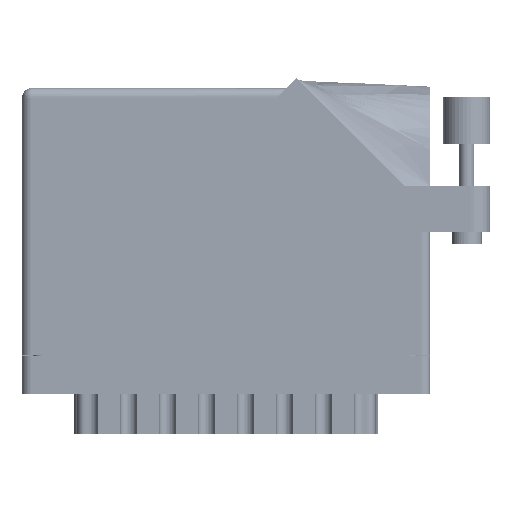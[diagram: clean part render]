
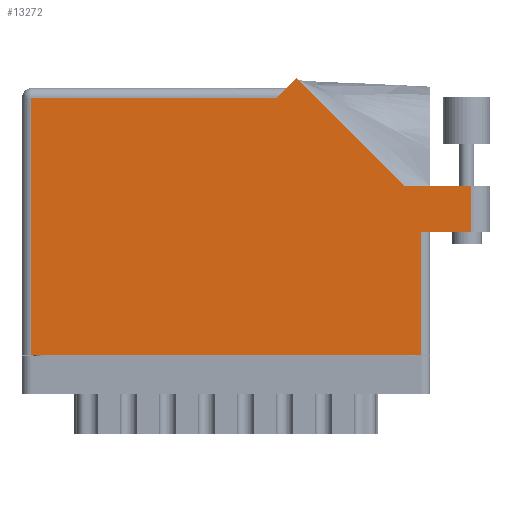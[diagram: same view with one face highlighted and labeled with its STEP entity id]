
A CAD part, front view. The second image highlights one B-rep face of the part: STEP entity #13272.
In plain terms, the highlighted face is planar.
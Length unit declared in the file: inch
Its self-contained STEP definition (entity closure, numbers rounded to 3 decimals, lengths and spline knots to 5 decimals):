
#130 = DIRECTION ( 'NONE',  ( -0.707, 0.707, 0. ) ) ;
#349 = DIRECTION ( 'NONE',  ( -0.707, -0.707, 0. ) ) ;
#1011 = DIRECTION ( 'NONE',  ( 1., 0., 0. ) ) ;
#1218 = LINE ( 'NONE', #33890, #10024 ) ;
#2091 = LINE ( 'NONE', #48187, #23267 ) ;
#2747 = EDGE_CURVE ( 'NONE', #20615, #50493, #21041, .T. ) ;
#3888 = VECTOR ( 'NONE', #50596, 39.37008 ) ;
#4273 = VERTEX_POINT ( 'NONE', #65723 ) ;
#4749 = CARTESIAN_POINT ( 'NONE',  ( 0.062, 0., 0. ) ) ;
#6541 = EDGE_CURVE ( 'NONE', #50493, #32295, #40977, .T. ) ;
#7283 = ORIENTED_EDGE ( 'NONE', *, *, #25920, .T. ) ;
#7537 = DIRECTION ( 'NONE',  ( -1., 0., 0. ) ) ;
#8434 = ORIENTED_EDGE ( 'NONE', *, *, #2747, .T. ) ;
#8481 = DIRECTION ( 'NONE',  ( -1., 0., 0. ) ) ;
#9222 = VECTOR ( 'NONE', #8481, 39.37008 ) ;
#9551 = VECTOR ( 'NONE', #52647, 39.37008 ) ;
#10024 = VECTOR ( 'NONE', #130, 39.37008 ) ;
#12449 = PLANE ( 'NONE',  #18223 ) ;
#13272 = ADVANCED_FACE ( 'NONE', ( #37705 ), #12449, .F. ) ;
#14187 = CARTESIAN_POINT ( 'NONE',  ( 2.993, 1.122, 0. ) ) ;
#14600 = ORIENTED_EDGE ( 'NONE', *, *, #50235, .T. ) ;
#15169 = CARTESIAN_POINT ( 'NONE',  ( 0.062, 0., 0. ) ) ;
#15963 = CARTESIAN_POINT ( 'NONE',  ( 1.696, 1.713, 0. ) ) ;
#18223 = AXIS2_PLACEMENT_3D ( 'NONE', #40811, #18623, #7537 ) ;
#18623 = DIRECTION ( 'NONE',  ( 0., 0., -1. ) ) ;
#19832 = VERTEX_POINT ( 'NONE', #43289 ) ;
#19987 = EDGE_CURVE ( 'NONE', #4273, #61968, #43455, .T. ) ;
#20615 = VERTEX_POINT ( 'NONE', #57454 ) ;
#21041 = LINE ( 'NONE', #33619, #38596 ) ;
#22112 = CARTESIAN_POINT ( 'NONE',  ( 2.656, 0.815, 0. ) ) ;
#22175 = EDGE_CURVE ( 'NONE', #32295, #25221, #36218, .T. ) ;
#23267 = VECTOR ( 'NONE', #42820, 39.37008 ) ;
#25221 = VERTEX_POINT ( 'NONE', #15169 ) ;
#25450 = ORIENTED_EDGE ( 'NONE', *, *, #32063, .T. ) ;
#25920 = EDGE_CURVE ( 'NONE', #70982, #20615, #1218, .T. ) ;
#28122 = ORIENTED_EDGE ( 'NONE', *, *, #22175, .T. ) ;
#30375 = CARTESIAN_POINT ( 'NONE',  ( 3.118, 1.122, 0. ) ) ;
#31180 = EDGE_LOOP ( 'NONE', ( #35594, #60728, #14600, #7283, #8434, #50181, #28122, #25450, #61029 ) ) ;
#32063 = EDGE_CURVE ( 'NONE', #25221, #4273, #33622, .T. ) ;
#32295 = VERTEX_POINT ( 'NONE', #48487 ) ;
#32764 = VECTOR ( 'NONE', #1011, 39.37008 ) ;
#33619 = CARTESIAN_POINT ( 'NONE',  ( 1.758, 1.775, 0. ) ) ;
#33622 = LINE ( 'NONE', #62593, #32764 ) ;
#33890 = CARTESIAN_POINT ( 'NONE',  ( 2.55242, 1.122, 0. ) ) ;
#35594 = ORIENTED_EDGE ( 'NONE', *, *, #53897, .T. ) ;
#35872 = CARTESIAN_POINT ( 'NONE',  ( 0., 1.713, 0. ) ) ;
#36218 = LINE ( 'NONE', #4749, #37945 ) ;
#36542 = VERTEX_POINT ( 'NONE', #14187 ) ;
#37705 = FACE_OUTER_BOUND ( 'NONE', #31180, .T. ) ;
#37945 = VECTOR ( 'NONE', #38472, 39.37008 ) ;
#38472 = DIRECTION ( 'NONE',  ( 0., -1., 0. ) ) ;
#38596 = VECTOR ( 'NONE', #349, 39.37008 ) ;
#40811 = CARTESIAN_POINT ( 'NONE',  ( 0., 1.775, 0. ) ) ;
#40977 = LINE ( 'NONE', #35872, #9222 ) ;
#41675 = DIRECTION ( 'NONE',  ( -1., 0., 0. ) ) ;
#42820 = DIRECTION ( 'NONE',  ( 1., 0., 0. ) ) ;
#43039 = CARTESIAN_POINT ( 'NONE',  ( 2.656, 0.815, 0. ) ) ;
#43289 = CARTESIAN_POINT ( 'NONE',  ( 2.993, 0.815, 0. ) ) ;
#43455 = LINE ( 'NONE', #22112, #3888 ) ;
#48187 = CARTESIAN_POINT ( 'NONE',  ( 2.718, 0.815, 0. ) ) ;
#48487 = CARTESIAN_POINT ( 'NONE',  ( 0.062, 1.713, 0. ) ) ;
#50181 = ORIENTED_EDGE ( 'NONE', *, *, #6541, .T. ) ;
#50235 = EDGE_CURVE ( 'NONE', #36542, #70982, #53670, .T. ) ;
#50493 = VERTEX_POINT ( 'NONE', #15963 ) ;
#50596 = DIRECTION ( 'NONE',  ( 0., 1., 0. ) ) ;
#50905 = EDGE_CURVE ( 'NONE', #19832, #36542, #54524, .T. ) ;
#50936 = VECTOR ( 'NONE', #41675, 39.37008 ) ;
#52647 = DIRECTION ( 'NONE',  ( 0., 1., 0. ) ) ;
#53670 = LINE ( 'NONE', #30375, #50936 ) ;
#53897 = EDGE_CURVE ( 'NONE', #61968, #19832, #2091, .T. ) ;
#54524 = LINE ( 'NONE', #59300, #9551 ) ;
#57454 = CARTESIAN_POINT ( 'NONE',  ( 1.82871, 1.84571, 0. ) ) ;
#59300 = CARTESIAN_POINT ( 'NONE',  ( 2.993, 1.122, 0. ) ) ;
#60728 = ORIENTED_EDGE ( 'NONE', *, *, #50905, .T. ) ;
#61029 = ORIENTED_EDGE ( 'NONE', *, *, #19987, .T. ) ;
#61968 = VERTEX_POINT ( 'NONE', #43039 ) ;
#62593 = CARTESIAN_POINT ( 'NONE',  ( 0., 0., 0. ) ) ;
#65723 = CARTESIAN_POINT ( 'NONE',  ( 2.656, 0., 0. ) ) ;
#70603 = CARTESIAN_POINT ( 'NONE',  ( 2.55242, 1.122, 0. ) ) ;
#70982 = VERTEX_POINT ( 'NONE', #70603 ) ;
